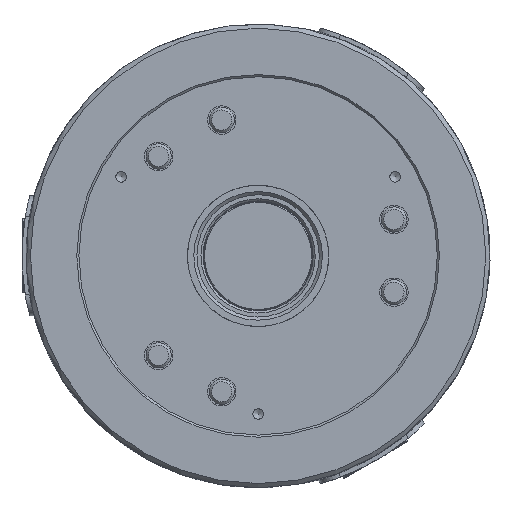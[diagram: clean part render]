
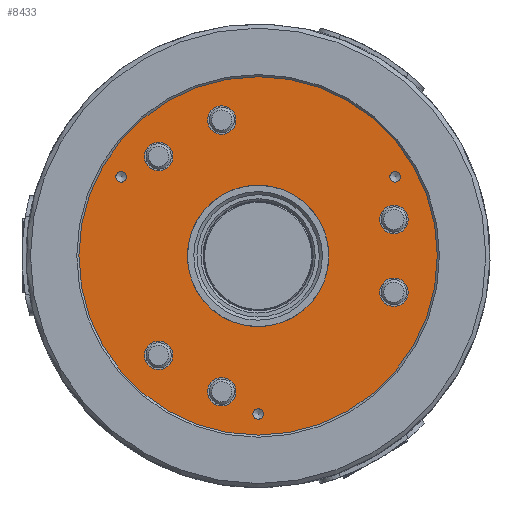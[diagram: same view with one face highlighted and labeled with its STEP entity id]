
A CAD part, left-side view. The second image highlights one B-rep face of the part: STEP entity #8433.
In plain terms, the highlighted planar face has unit normal (-1, 0, 0).
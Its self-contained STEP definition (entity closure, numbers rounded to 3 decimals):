
#350 = AXIS2_PLACEMENT_3D ( 'NONE', #23661, #5258, #7693 ) ;
#818 = DIRECTION ( 'NONE',  ( 1., 0., 0. ) ) ;
#910 = DIRECTION ( 'NONE',  ( 0., 0., 1. ) ) ;
#911 = DIRECTION ( 'NONE',  ( 0., 0., 1. ) ) ;
#953 = CIRCLE ( 'NONE', #23517, 33.55 ) ;
#1494 = CARTESIAN_POINT ( 'NONE',  ( 5., 0., 33.55 ) ) ;
#1593 = FACE_BOUND ( 'NONE', #13871, .T. ) ;
#1803 = FACE_OUTER_BOUND ( 'NONE', #4266, .T. ) ;
#2056 = EDGE_CURVE ( 'NONE', #29174, #29174, #13225, .T. ) ;
#2099 = EDGE_CURVE ( 'NONE', #26774, #26774, #953, .T. ) ;
#2183 = FACE_BOUND ( 'NONE', #30113, .T. ) ;
#3237 = VERTEX_POINT ( 'NONE', #9905 ) ;
#3459 = AXIS2_PLACEMENT_3D ( 'NONE', #10440, #22402, #16161 ) ;
#4075 = DIRECTION ( 'NONE',  ( -1., 0., 0. ) ) ;
#4266 = EDGE_LOOP ( 'NONE', ( #35331 ) ) ;
#4525 = DIRECTION ( 'NONE',  ( -1., 0., 0. ) ) ;
#4692 = DIRECTION ( 'NONE',  ( 1., 0., 0. ) ) ;
#4717 = DIRECTION ( 'NONE',  ( -1., 0., 0. ) ) ;
#5258 = DIRECTION ( 'NONE',  ( 1., 0., 0. ) ) ;
#5362 = DIRECTION ( 'NONE',  ( -1., 0., 0. ) ) ;
#5567 = CIRCLE ( 'NONE', #39720, 2.5 ) ;
#6169 = CIRCLE ( 'NONE', #350, 6.75 ) ;
#7070 = ORIENTED_EDGE ( 'NONE', *, *, #25727, .F. ) ;
#7693 = DIRECTION ( 'NONE',  ( 0., 0., -1. ) ) ;
#7823 = ORIENTED_EDGE ( 'NONE', *, *, #38333, .T. ) ;
#8433 = ADVANCED_FACE ( 'NONE', ( #14751, #14545, #36131, #38944, #11682, #17379, #2183, #39350, #1593, #32503, #1803 ), #17187, .F. ) ;
#8464 = VERTEX_POINT ( 'NONE', #36344 ) ;
#8592 = CARTESIAN_POINT ( 'NONE',  ( 5., -64.952, 37.5 ) ) ;
#8799 = ORIENTED_EDGE ( 'NONE', *, *, #14622, .T. ) ;
#8995 = DIRECTION ( 'NONE',  ( 0., 0., 1. ) ) ;
#9331 = AXIS2_PLACEMENT_3D ( 'NONE', #14551, #35735, #10895 ) ;
#9487 = VERTEX_POINT ( 'NONE', #18177 ) ;
#9905 = CARTESIAN_POINT ( 'NONE',  ( 5., 47.164, 40.414 ) ) ;
#10119 = VERTEX_POINT ( 'NONE', #26070 ) ;
#10440 = CARTESIAN_POINT ( 'NONE',  ( 5., 47.164, 47.164 ) ) ;
#10895 = DIRECTION ( 'NONE',  ( 0., 0., -1. ) ) ;
#11170 = EDGE_CURVE ( 'NONE', #3237, #3237, #23466, .T. ) ;
#11682 = FACE_BOUND ( 'NONE', #30710, .T. ) ;
#12421 = AXIS2_PLACEMENT_3D ( 'NONE', #14147, #38564, #17770 ) ;
#12651 = EDGE_CURVE ( 'NONE', #17668, #17668, #24183, .T. ) ;
#12850 = CARTESIAN_POINT ( 'NONE',  ( 5., 64.952, 37.5 ) ) ;
#12952 = CARTESIAN_POINT ( 'NONE',  ( 5., 17.263, -64.427 ) ) ;
#13096 = EDGE_LOOP ( 'NONE', ( #18621 ) ) ;
#13225 = CIRCLE ( 'NONE', #39647, 2.5 ) ;
#13842 = DIRECTION ( 'NONE',  ( 0., 0., 1. ) ) ;
#13871 = EDGE_LOOP ( 'NONE', ( #32526 ) ) ;
#14052 = CARTESIAN_POINT ( 'NONE',  ( 5., 0., -72.5 ) ) ;
#14147 = CARTESIAN_POINT ( 'NONE',  ( 5., 85., 0. ) ) ;
#14326 = CIRCLE ( 'NONE', #38186, 2.5 ) ;
#14545 = FACE_BOUND ( 'NONE', #16994, .T. ) ;
#14551 = CARTESIAN_POINT ( 'NONE',  ( 5., -64.427, 17.263 ) ) ;
#14622 = EDGE_CURVE ( 'NONE', #10119, #10119, #35042, .T. ) ;
#14751 = FACE_BOUND ( 'NONE', #13096, .T. ) ;
#15174 = AXIS2_PLACEMENT_3D ( 'NONE', #12952, #818, #28310 ) ;
#16063 = CARTESIAN_POINT ( 'NONE',  ( 5., 0., 0. ) ) ;
#16161 = DIRECTION ( 'NONE',  ( 0., 0., -1. ) ) ;
#16693 = CARTESIAN_POINT ( 'NONE',  ( 5., 0., 0. ) ) ;
#16731 = EDGE_CURVE ( 'NONE', #38373, #38373, #5567, .T. ) ;
#16994 = EDGE_LOOP ( 'NONE', ( #20004 ) ) ;
#17187 = PLANE ( 'NONE',  #12421 ) ;
#17379 = FACE_BOUND ( 'NONE', #24724, .T. ) ;
#17573 = CARTESIAN_POINT ( 'NONE',  ( 5., 17.263, 57.677 ) ) ;
#17668 = VERTEX_POINT ( 'NONE', #29993 ) ;
#17770 = DIRECTION ( 'NONE',  ( 0., 0., -1. ) ) ;
#17786 = VERTEX_POINT ( 'NONE', #17573 ) ;
#18177 = CARTESIAN_POINT ( 'NONE',  ( 5., -64.427, 10.513 ) ) ;
#18613 = AXIS2_PLACEMENT_3D ( 'NONE', #16063, #4075, #21895 ) ;
#18621 = ORIENTED_EDGE ( 'NONE', *, *, #16731, .F. ) ;
#18744 = DIRECTION ( 'NONE',  ( 1., 0., 0. ) ) ;
#18927 = ORIENTED_EDGE ( 'NONE', *, *, #2099, .F. ) ;
#20004 = ORIENTED_EDGE ( 'NONE', *, *, #2056, .F. ) ;
#20278 = CARTESIAN_POINT ( 'NONE',  ( 5., 17.263, 64.427 ) ) ;
#21105 = ORIENTED_EDGE ( 'NONE', *, *, #32858, .T. ) ;
#21537 = EDGE_LOOP ( 'NONE', ( #27776 ) ) ;
#21895 = DIRECTION ( 'NONE',  ( 0., 0., 1. ) ) ;
#22402 = DIRECTION ( 'NONE',  ( 1., 0., 0. ) ) ;
#22784 = AXIS2_PLACEMENT_3D ( 'NONE', #39936, #18744, #31039 ) ;
#23405 = VERTEX_POINT ( 'NONE', #35743 ) ;
#23466 = CIRCLE ( 'NONE', #3459, 6.75 ) ;
#23517 = AXIS2_PLACEMENT_3D ( 'NONE', #16693, #32024, #910 ) ;
#23638 = EDGE_LOOP ( 'NONE', ( #7823 ) ) ;
#23661 = CARTESIAN_POINT ( 'NONE',  ( 5., 47.164, -47.164 ) ) ;
#24183 = CIRCLE ( 'NONE', #15174, 6.75 ) ;
#24244 = VERTEX_POINT ( 'NONE', #24437 ) ;
#24437 = CARTESIAN_POINT ( 'NONE',  ( 5., 47.164, -53.914 ) ) ;
#24724 = EDGE_LOOP ( 'NONE', ( #39745 ) ) ;
#24929 = EDGE_CURVE ( 'NONE', #8464, #8464, #25055, .T. ) ;
#25055 = CIRCLE ( 'NONE', #18613, 85. ) ;
#25727 = EDGE_CURVE ( 'NONE', #23405, #23405, #14326, .T. ) ;
#26070 = CARTESIAN_POINT ( 'NONE',  ( 5., -64.427, -24.013 ) ) ;
#26355 = DIRECTION ( 'NONE',  ( 0., 0., -1. ) ) ;
#26774 = VERTEX_POINT ( 'NONE', #1494 ) ;
#26878 = EDGE_LOOP ( 'NONE', ( #18927 ) ) ;
#27196 = AXIS2_PLACEMENT_3D ( 'NONE', #20278, #4692, #26355 ) ;
#27776 = ORIENTED_EDGE ( 'NONE', *, *, #11170, .T. ) ;
#28310 = DIRECTION ( 'NONE',  ( 0., 0., -1. ) ) ;
#29174 = VERTEX_POINT ( 'NONE', #14052 ) ;
#29993 = CARTESIAN_POINT ( 'NONE',  ( 5., 17.263, -71.177 ) ) ;
#30113 = EDGE_LOOP ( 'NONE', ( #7070 ) ) ;
#30710 = EDGE_LOOP ( 'NONE', ( #8799 ) ) ;
#31039 = DIRECTION ( 'NONE',  ( 0., 0., -1. ) ) ;
#32024 = DIRECTION ( 'NONE',  ( -1., 0., 0. ) ) ;
#32503 = FACE_BOUND ( 'NONE', #26878, .T. ) ;
#32526 = ORIENTED_EDGE ( 'NONE', *, *, #12651, .T. ) ;
#32858 = EDGE_CURVE ( 'NONE', #17786, #17786, #33002, .T. ) ;
#33002 = CIRCLE ( 'NONE', #27196, 6.75 ) ;
#33903 = EDGE_LOOP ( 'NONE', ( #21105 ) ) ;
#34849 = CARTESIAN_POINT ( 'NONE',  ( 5., 0., -75. ) ) ;
#35042 = CIRCLE ( 'NONE', #22784, 6.75 ) ;
#35331 = ORIENTED_EDGE ( 'NONE', *, *, #24929, .T. ) ;
#35735 = DIRECTION ( 'NONE',  ( 1., 0., 0. ) ) ;
#35743 = CARTESIAN_POINT ( 'NONE',  ( 5., 64.952, 40. ) ) ;
#36131 = FACE_BOUND ( 'NONE', #33903, .T. ) ;
#36344 = CARTESIAN_POINT ( 'NONE',  ( 5., 0., 85. ) ) ;
#37977 = CARTESIAN_POINT ( 'NONE',  ( 5., -64.952, 40. ) ) ;
#38186 = AXIS2_PLACEMENT_3D ( 'NONE', #12850, #4525, #911 ) ;
#38333 = EDGE_CURVE ( 'NONE', #24244, #24244, #6169, .T. ) ;
#38373 = VERTEX_POINT ( 'NONE', #37977 ) ;
#38564 = DIRECTION ( 'NONE',  ( 1., 0., 0. ) ) ;
#38944 = FACE_BOUND ( 'NONE', #21537, .T. ) ;
#39228 = EDGE_CURVE ( 'NONE', #9487, #9487, #39658, .T. ) ;
#39350 = FACE_BOUND ( 'NONE', #23638, .T. ) ;
#39647 = AXIS2_PLACEMENT_3D ( 'NONE', #34849, #4717, #13842 ) ;
#39658 = CIRCLE ( 'NONE', #9331, 6.75 ) ;
#39720 = AXIS2_PLACEMENT_3D ( 'NONE', #8592, #5362, #8995 ) ;
#39745 = ORIENTED_EDGE ( 'NONE', *, *, #39228, .T. ) ;
#39936 = CARTESIAN_POINT ( 'NONE',  ( 5., -64.427, -17.263 ) ) ;
